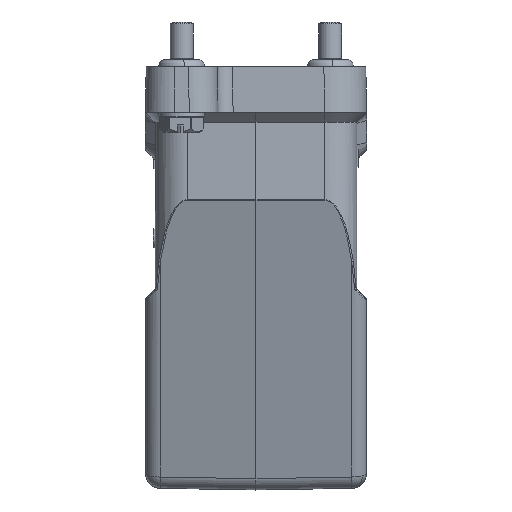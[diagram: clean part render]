
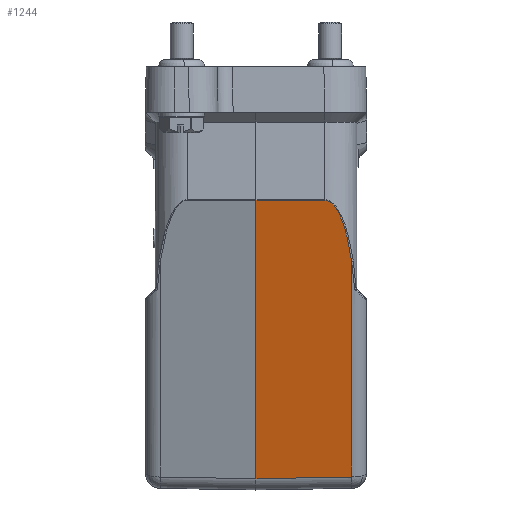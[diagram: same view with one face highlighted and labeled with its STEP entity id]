
A CAD part, left-side view. The second image highlights one B-rep face of the part: STEP entity #1244.
In plain terms, the highlighted planar face has unit normal (-0.966, -0.018, -0.259).
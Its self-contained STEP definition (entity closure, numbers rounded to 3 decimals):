
#716=FACE_OUTER_BOUND('',#2116,.T.);
#1244=ADVANCED_FACE('NONE',(#716),#1758,.F.);
#1758=PLANE('',#9290);
#2116=EDGE_LOOP('',(#4336,#4337,#4338,#4339,#4340));
#2713=LINE('',#12750,#3409);
#2753=LINE('',#13476,#3449);
#2754=LINE('',#13517,#3450);
#2755=LINE('',#13540,#3451);
#3409=VECTOR('',#10104,1.);
#3449=VECTOR('',#10222,1.);
#3450=VECTOR('',#10225,1.);
#3451=VECTOR('',#10226,1.);
#4336=ORIENTED_EDGE('',*,*,#7773,.T.);
#4337=ORIENTED_EDGE('',*,*,#7668,.F.);
#4338=ORIENTED_EDGE('',*,*,#7769,.F.);
#4339=ORIENTED_EDGE('',*,*,#7774,.F.);
#4340=ORIENTED_EDGE('',*,*,#7775,.F.);
#6834=VERTEX_POINT('',#12742);
#6835=VERTEX_POINT('',#12751);
#6898=VERTEX_POINT('',#13475);
#6900=VERTEX_POINT('',#13518);
#6901=VERTEX_POINT('',#13539);
#7668=EDGE_CURVE('NONE',#6834,#6835,#2713,.T.);
#7769=EDGE_CURVE('NONE',#6898,#6834,#2753,.T.);
#7773=EDGE_CURVE('NONE',#6900,#6835,#2754,.T.);
#7774=EDGE_CURVE('NONE',#6901,#6898,#8984,.T.);
#7775=EDGE_CURVE('NONE',#6900,#6901,#2755,.T.);
#8984=B_SPLINE_CURVE_WITH_KNOTS('',3,(#13519,#13520,#13521,#13522,#13523,
#13524,#13525,#13526,#13527,#13528,#13529,#13530,#13531,#13532,#13533,#13534,
#13535,#13536,#13537,#13538),.UNSPECIFIED.,.F.,.F.,(4,2,2,2,2,2,2,2,2,4),
(0.,0.031,0.063,0.125,0.188,0.25,0.375,0.5,0.75,
1.),.UNSPECIFIED.);
#9290=AXIS2_PLACEMENT_3D('',#13541,#10227,#10228);
#10104=DIRECTION('',(-0.013,1.,-0.017));
#10222=DIRECTION('',(0.259,0.,-0.966));
#10225=DIRECTION('',(0.259,0.,-0.966));
#10226=DIRECTION('',(0.017,-1.,0.002));
#10227=DIRECTION('',(0.966,0.017,0.259));
#10228=DIRECTION('',(0.259,0.,-0.966));
#12742=CARTESIAN_POINT('',(-55.094,-25.07,-95.598));
#12750=CARTESIAN_POINT('',(-55.094,-25.07,-95.598));
#12751=CARTESIAN_POINT('',(-55.43,0.,-96.036));
#13475=CARTESIAN_POINT('',(-70.235,-25.07,-39.091));
#13476=CARTESIAN_POINT('',(-54.213,-25.07,-98.887));
#13517=CARTESIAN_POINT('',(-54.636,0.,-99.));
#13518=CARTESIAN_POINT('',(-74.983,0.,-23.064));
#13519=CARTESIAN_POINT('',(-74.668,-18.048,-23.022));
#13520=CARTESIAN_POINT('',(-74.664,-18.244,-23.022));
#13521=CARTESIAN_POINT('',(-74.654,-18.439,-23.048));
#13522=CARTESIAN_POINT('',(-74.62,-18.815,-23.149));
#13523=CARTESIAN_POINT('',(-74.597,-18.996,-23.223));
#13524=CARTESIAN_POINT('',(-74.515,-19.511,-23.494));
#13525=CARTESIAN_POINT('',(-74.444,-19.815,-23.739));
#13526=CARTESIAN_POINT('',(-74.289,-20.363,-24.281));
#13527=CARTESIAN_POINT('',(-74.204,-20.607,-24.58));
#13528=CARTESIAN_POINT('',(-74.029,-21.054,-25.204));
#13529=CARTESIAN_POINT('',(-73.938,-21.257,-25.531));
#13530=CARTESIAN_POINT('',(-73.659,-21.823,-26.533));
#13531=CARTESIAN_POINT('',(-73.466,-22.142,-27.231));
#13532=CARTESIAN_POINT('',(-73.075,-22.714,-28.653));
#13533=CARTESIAN_POINT('',(-72.876,-22.965,-29.377));
#13534=CARTESIAN_POINT('',(-72.276,-23.647,-31.571));
#13535=CARTESIAN_POINT('',(-71.87,-24.009,-33.061));
#13536=CARTESIAN_POINT('',(-71.055,-24.619,-36.062));
#13537=CARTESIAN_POINT('',(-70.646,-24.866,-37.573));
#13538=CARTESIAN_POINT('',(-70.235,-25.07,-39.091));
#13539=CARTESIAN_POINT('',(-74.668,-18.048,-23.022));
#13540=CARTESIAN_POINT('',(-74.989,0.347,-23.064));
#13541=CARTESIAN_POINT('',(-54.636,0.,-99.));
